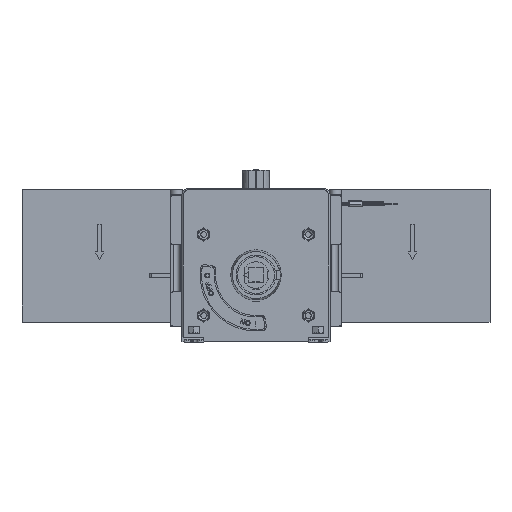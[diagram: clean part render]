
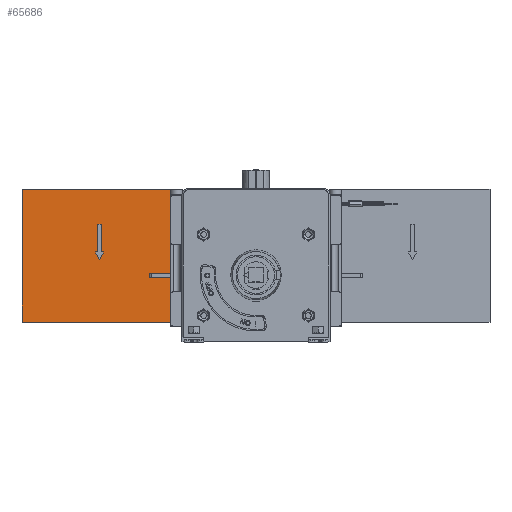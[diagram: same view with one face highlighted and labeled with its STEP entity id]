
A CAD part, top view. The second image highlights one B-rep face of the part: STEP entity #65686.
In plain terms, the highlighted planar face has unit normal (0, 0, 1).
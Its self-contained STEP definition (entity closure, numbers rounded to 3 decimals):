
#65191=DIRECTION('',(1.,0.,0.));
#65192=VECTOR('',#65191,106.369);
#65193=CARTESIAN_POINT('',(-167.5,61.5,1.));
#65194=LINE('',#65193,#65192);
#65283=DIRECTION('',(0.,1.,0.));
#65284=VECTOR('',#65283,19.804);
#65285=CARTESIAN_POINT('',(-110.75,16.696,1.));
#65286=LINE('',#65285,#65284);
#65287=DIRECTION('',(-1.,0.,0.));
#65288=VECTOR('',#65287,2.5);
#65289=CARTESIAN_POINT('',(-110.75,36.5,1.));
#65290=LINE('',#65289,#65288);
#65291=DIRECTION('',(0.,-1.,0.));
#65292=VECTOR('',#65291,19.804);
#65293=CARTESIAN_POINT('',(-113.25,36.5,1.));
#65294=LINE('',#65293,#65292);
#65295=DIRECTION('',(-1.,0.,0.));
#65296=VECTOR('',#65295,1.75);
#65297=CARTESIAN_POINT('',(-113.25,16.696,1.));
#65298=LINE('',#65297,#65296);
#65299=DIRECTION('',(0.5,-0.866,0.));
#65300=VECTOR('',#65299,6.);
#65301=CARTESIAN_POINT('',(-115.,16.696,1.));
#65302=LINE('',#65301,#65300);
#65303=DIRECTION('',(0.5,0.866,0.));
#65304=VECTOR('',#65303,6.);
#65305=CARTESIAN_POINT('',(-112.,11.5,1.));
#65306=LINE('',#65305,#65304);
#65307=DIRECTION('',(-1.,0.,0.));
#65308=VECTOR('',#65307,1.75);
#65309=CARTESIAN_POINT('',(-109.,16.696,1.));
#65310=LINE('',#65309,#65308);
#65311=DIRECTION('',(0.,-1.,0.));
#65312=VECTOR('',#65311,10.5);
#65313=CARTESIAN_POINT('',(-59.291,57.,1.));
#65314=LINE('',#65313,#65312);
#65315=DIRECTION('',(0.,-1.,0.));
#65316=VECTOR('',#65315,9.5);
#65317=CARTESIAN_POINT('',(-59.291,46.5,1.));
#65318=LINE('',#65317,#65316);
#65319=DIRECTION('',(0.,-1.,0.));
#65320=VECTOR('',#65319,70.);
#65321=CARTESIAN_POINT('',(-59.291,37.,1.));
#65322=LINE('',#65321,#65320);
#65323=CARTESIAN_POINT('',(-59.291,-33.,1.));
#65324=CARTESIAN_POINT('',(-59.291,-33.017,1.));
#65325=CARTESIAN_POINT('',(-59.29,-33.05,1.));
#65326=CARTESIAN_POINT('',(-59.281,-33.099,1.));
#65327=CARTESIAN_POINT('',(-59.268,-33.148,1.));
#65328=CARTESIAN_POINT('',(-59.249,-33.195,1.));
#65329=CARTESIAN_POINT('',(-59.225,-33.241,1.));
#65330=CARTESIAN_POINT('',(-59.195,-33.284,1.));
#65331=CARTESIAN_POINT('',(-59.161,-33.325,1.));
#65332=CARTESIAN_POINT('',(-59.121,-33.363,1.));
#65333=CARTESIAN_POINT('',(-59.077,-33.397,1.));
#65334=CARTESIAN_POINT('',(-59.029,-33.427,1.));
#65335=CARTESIAN_POINT('',(-58.976,-33.453,1.));
#65336=CARTESIAN_POINT('',(-58.92,-33.473,1.));
#65337=CARTESIAN_POINT('',(-58.86,-33.488,1.));
#65338=CARTESIAN_POINT('',(-58.797,-33.498,1.));
#65339=CARTESIAN_POINT('',(-58.754,-33.5,1.));
#65340=CARTESIAN_POINT('',(-58.732,-33.5,1.));
#65342=DIRECTION('',(-1.,0.,0.));
#65343=VECTOR('',#65342,108.768);
#65344=CARTESIAN_POINT('',(-58.732,-33.5,1.));
#65345=LINE('',#65344,#65343);
#65346=DIRECTION('',(0.,-1.,0.));
#65347=VECTOR('',#65346,95.);
#65348=CARTESIAN_POINT('',(-167.5,61.5,1.));
#65349=LINE('',#65348,#65347);
#65350=DIRECTION('',(0.,1.,0.));
#65351=VECTOR('',#65350,4.);
#65352=CARTESIAN_POINT('',(-61.131,57.5,1.));
#65353=LINE('',#65352,#65351);
#65354=DIRECTION('',(1.,0.,0.));
#65355=VECTOR('',#65354,1.323);
#65356=CARTESIAN_POINT('',(-60.614,57.,1.));
#65357=LINE('',#65356,#65355);
#65448=CARTESIAN_POINT('',(-60.614,57.,1.));
#65449=CARTESIAN_POINT('',(-60.633,57.,1.));
#65450=CARTESIAN_POINT('',(-60.669,57.002,1.));
#65451=CARTESIAN_POINT('',(-60.724,57.01,1.));
#65452=CARTESIAN_POINT('',(-60.777,57.024,1.));
#65453=CARTESIAN_POINT('',(-60.828,57.044,1.));
#65454=CARTESIAN_POINT('',(-60.877,57.068,1.));
#65455=CARTESIAN_POINT('',(-60.922,57.097,1.));
#65456=CARTESIAN_POINT('',(-60.964,57.131,1.));
#65457=CARTESIAN_POINT('',(-61.002,57.168,1.));
#65458=CARTESIAN_POINT('',(-61.035,57.209,1.));
#65459=CARTESIAN_POINT('',(-61.064,57.253,1.));
#65460=CARTESIAN_POINT('',(-61.088,57.299,1.));
#65461=CARTESIAN_POINT('',(-61.107,57.347,1.));
#65462=CARTESIAN_POINT('',(-61.121,57.398,1.));
#65463=CARTESIAN_POINT('',(-61.129,57.449,1.));
#65464=CARTESIAN_POINT('',(-61.131,57.483,1.));
#65465=CARTESIAN_POINT('',(-61.131,57.5,1.));
#65468=CARTESIAN_POINT('',(-167.5,61.5,1.));
#65470=VERTEX_POINT('',#65468);
#65472=CARTESIAN_POINT('',(-167.5,-33.5,1.));
#65474=VERTEX_POINT('',#65472);
#65517=CARTESIAN_POINT('',(-110.75,36.5,1.));
#65518=CARTESIAN_POINT('',(-110.75,16.696,1.));
#65519=VERTEX_POINT('',#65517);
#65520=VERTEX_POINT('',#65518);
#65521=CARTESIAN_POINT('',(-109.,16.696,1.));
#65522=VERTEX_POINT('',#65521);
#65523=CARTESIAN_POINT('',(-112.,11.5,1.));
#65524=VERTEX_POINT('',#65523);
#65525=CARTESIAN_POINT('',(-115.,16.696,1.));
#65526=VERTEX_POINT('',#65525);
#65527=CARTESIAN_POINT('',(-113.25,16.696,1.));
#65528=VERTEX_POINT('',#65527);
#65529=CARTESIAN_POINT('',(-113.25,36.5,1.));
#65530=VERTEX_POINT('',#65529);
#65533=CARTESIAN_POINT('',(-61.131,61.5,1.));
#65534=VERTEX_POINT('',#65533);
#65537=VERTEX_POINT('',#65340);
#65538=VERTEX_POINT('',#65323);
#65545=CARTESIAN_POINT('',(-59.291,57.,1.));
#65546=CARTESIAN_POINT('',(-60.614,57.,1.));
#65547=VERTEX_POINT('',#65545);
#65548=VERTEX_POINT('',#65546);
#65549=CARTESIAN_POINT('',(-61.131,57.5,1.));
#65550=VERTEX_POINT('',#65549);
#65551=CARTESIAN_POINT('',(-59.291,46.5,1.));
#65552=VERTEX_POINT('',#65551);
#65553=CARTESIAN_POINT('',(-59.291,37.,1.));
#65554=VERTEX_POINT('',#65553);
#65646=CARTESIAN_POINT('',(-167.5,61.5,1.));
#65647=DIRECTION('',(0.,0.,1.));
#65648=DIRECTION('',(1.,0.,0.));
#65649=AXIS2_PLACEMENT_3D('',#65646,#65647,#65648);
#65650=PLANE('',#65649);
#65652=ORIENTED_EDGE('',*,*,#65651,.T.);
#65654=ORIENTED_EDGE('',*,*,#65653,.T.);
#65656=ORIENTED_EDGE('',*,*,#65655,.T.);
#65658=ORIENTED_EDGE('',*,*,#65657,.T.);
#65659=ORIENTED_EDGE('',*,*,#65586,.T.);
#65660=ORIENTED_EDGE('',*,*,#65639,.F.);
#65661=ORIENTED_EDGE('',*,*,#65568,.T.);
#65663=ORIENTED_EDGE('',*,*,#65662,.F.);
#65665=ORIENTED_EDGE('',*,*,#65664,.F.);
#65667=ORIENTED_EDGE('',*,*,#65666,.T.);
#65668=EDGE_LOOP('',(#65652,#65654,#65656,#65658,#65659,#65660,#65661,#65663,
#65665,#65667));
#65669=FACE_OUTER_BOUND('',#65668,.F.);
#65671=ORIENTED_EDGE('',*,*,#65670,.T.);
#65673=ORIENTED_EDGE('',*,*,#65672,.T.);
#65675=ORIENTED_EDGE('',*,*,#65674,.T.);
#65677=ORIENTED_EDGE('',*,*,#65676,.T.);
#65679=ORIENTED_EDGE('',*,*,#65678,.T.);
#65681=ORIENTED_EDGE('',*,*,#65680,.T.);
#65683=ORIENTED_EDGE('',*,*,#65682,.T.);
#65684=EDGE_LOOP('',(#65671,#65673,#65675,#65677,#65679,#65681,#65683));
#65685=FACE_BOUND('',#65684,.F.);
#65686=ADVANCED_FACE('',(#65669,#65685),#65650,.T.);
#65341=B_SPLINE_CURVE_WITH_KNOTS('',3,(#65323,#65324,#65325,#65326,#65327,
#65328,#65329,#65330,#65331,#65332,#65333,#65334,#65335,#65336,#65337,#65338,
#65339,#65340),.UNSPECIFIED.,.F.,.F.,(4,1,1,1,1,1,1,1,1,1,1,1,1,1,1,4),(0.,
0.067,0.133,0.2,0.267,0.333,
0.4,0.467,0.533,0.6,0.667,
0.733,0.8,0.867,0.933,1.),
.UNSPECIFIED.);
#65466=B_SPLINE_CURVE_WITH_KNOTS('',3,(#65448,#65449,#65450,#65451,#65452,
#65453,#65454,#65455,#65456,#65457,#65458,#65459,#65460,#65461,#65462,#65463,
#65464,#65465),.UNSPECIFIED.,.F.,.F.,(4,1,1,1,1,1,1,1,1,1,1,1,1,1,1,4),(0.,
0.067,0.133,0.2,0.267,0.333,
0.4,0.467,0.533,0.6,0.667,
0.733,0.8,0.867,0.933,1.),
.UNSPECIFIED.);
#65568=EDGE_CURVE('',#65470,#65534,#65194,.T.);
#65586=EDGE_CURVE('',#65537,#65474,#65345,.T.);
#65639=EDGE_CURVE('',#65470,#65474,#65349,.T.);
#65651=EDGE_CURVE('',#65547,#65552,#65314,.T.);
#65653=EDGE_CURVE('',#65552,#65554,#65318,.T.);
#65655=EDGE_CURVE('',#65554,#65538,#65322,.T.);
#65657=EDGE_CURVE('',#65538,#65537,#65341,.T.);
#65662=EDGE_CURVE('',#65550,#65534,#65353,.T.);
#65664=EDGE_CURVE('',#65548,#65550,#65466,.T.);
#65666=EDGE_CURVE('',#65548,#65547,#65357,.T.);
#65670=EDGE_CURVE('',#65520,#65519,#65286,.T.);
#65672=EDGE_CURVE('',#65519,#65530,#65290,.T.);
#65674=EDGE_CURVE('',#65530,#65528,#65294,.T.);
#65676=EDGE_CURVE('',#65528,#65526,#65298,.T.);
#65678=EDGE_CURVE('',#65526,#65524,#65302,.T.);
#65680=EDGE_CURVE('',#65524,#65522,#65306,.T.);
#65682=EDGE_CURVE('',#65522,#65520,#65310,.T.);
